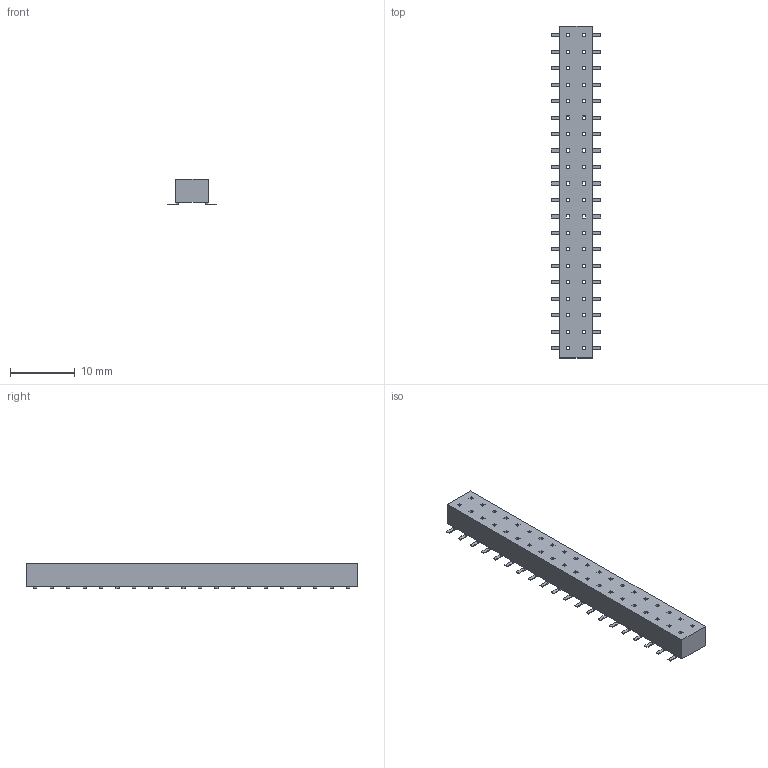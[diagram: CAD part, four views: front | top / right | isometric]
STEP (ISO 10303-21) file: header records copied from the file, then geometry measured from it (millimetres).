
FILE_DESCRIPTION(/* description */ (''),/* implementation_level */ '2;1');
FILE_NAME(/* name */ 'SMT-GPIO-Header-for-Raspberry-Pi-HAT-2x20-Short-Female-Header.step',/* time_stamp */ '2025-11-18T11:54:50+01:00',/* author */ (''),/* organization */ (''),/* preprocessor_version */ 'ST-DEVELOPER v20.1',/* originating_system */ 'Autodesk Translation Framework v14.21.0.0',/* authorisation */ '');
FILE_SCHEMA (('AUTOMOTIVE_DESIGN { 1 0 10303 214 3 1 1 }'));
Length unit declared in the file: millimetre
Products named in the file (2): Switch; GPIO Header
Assembly tree (1 placements, depth 2):
  Switch
    GPIO Header
Bounding box: 7.63 x 51.2 x 4 mm (x, y, z)
Volume: 907.8 mm3; surface area: 1291 mm2
Topology: 1 solids, 1 shells, 446 faces, 1212 edges, 808 vertices
Faces by surface type: plane 446
Entity records: 13969 total; most frequent: CARTESIAN_POINT 2469, ORIENTED_EDGE 2424, DIRECTION 2110, LINE 1212, VECTOR 1212, EDGE_CURVE 1212, VERTEX_POINT 808, EDGE_LOOP 566
